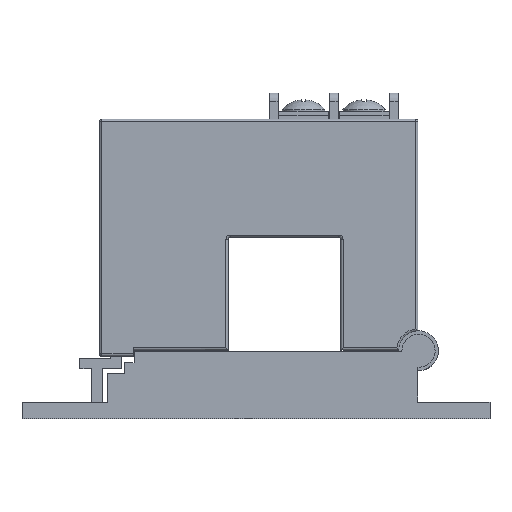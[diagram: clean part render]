
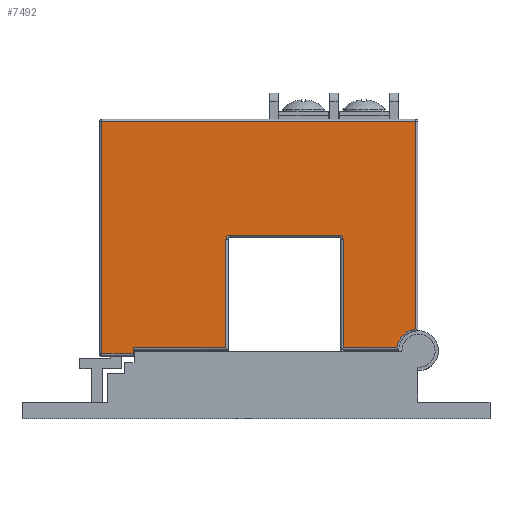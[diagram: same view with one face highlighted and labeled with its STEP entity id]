
A CAD part, top view. The second image highlights one B-rep face of the part: STEP entity #7492.
In plain terms, the highlighted planar face has unit normal (0, 0, 1).
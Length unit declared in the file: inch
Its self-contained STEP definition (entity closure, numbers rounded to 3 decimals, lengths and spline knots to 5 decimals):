
#167 = EDGE_CURVE ( 'NONE', #413, #2649, #8679, .T. ) ;
#306 = ORIENTED_EDGE ( 'NONE', *, *, #3182, .T. ) ;
#360 = VERTEX_POINT ( 'NONE', #9811 ) ;
#389 = DIRECTION ( 'NONE',  ( 1., 0., 0. ) ) ;
#413 = VERTEX_POINT ( 'NONE', #12256 ) ;
#546 = EDGE_CURVE ( 'NONE', #10361, #5617, #13974, .T. ) ;
#563 = CARTESIAN_POINT ( 'NONE',  ( 0.53936, 2.13728, 3.4705 ) ) ;
#707 = DIRECTION ( 'NONE',  ( -1., 0., 0. ) ) ;
#1032 = EDGE_CURVE ( 'NONE', #14649, #4334, #4342, .T. ) ;
#1034 = CARTESIAN_POINT ( 'NONE',  ( 2.52503, 2.13728, 3.4705 ) ) ;
#1127 = VERTEX_POINT ( 'NONE', #3152 ) ;
#1641 = ORIENTED_EDGE ( 'NONE', *, *, #167, .T. ) ;
#1691 = CARTESIAN_POINT ( 'NONE',  ( 2.68936, 2.09228, 3.4705 ) ) ;
#1855 = DIRECTION ( 'NONE',  ( -1., 0., 0. ) ) ;
#1919 = VECTOR ( 'NONE', #389, 39.37008 ) ;
#2041 = DIRECTION ( 'NONE',  ( 0., -1., 0. ) ) ;
#2071 = FACE_OUTER_BOUND ( 'NONE', #6342, .T. ) ;
#2103 = VECTOR ( 'NONE', #2759, 39.37008 ) ;
#2124 = VECTOR ( 'NONE', #13479, 39.37008 ) ;
#2328 = CIRCLE ( 'NONE', #7266, 0.03125 ) ;
#2636 = ORIENTED_EDGE ( 'NONE', *, *, #11628, .F. ) ;
#2649 = VERTEX_POINT ( 'NONE', #4463 ) ;
#2683 = LINE ( 'NONE', #14108, #7953 ) ;
#2729 = ORIENTED_EDGE ( 'NONE', *, *, #7151, .T. ) ;
#2759 = DIRECTION ( 'NONE',  ( 1., 0., 0. ) ) ;
#3075 = CARTESIAN_POINT ( 'NONE',  ( 0.53936, 2.13728, 3.4705 ) ) ;
#3087 = VECTOR ( 'NONE', #13199, 39.37008 ) ;
#3110 = ORIENTED_EDGE ( 'NONE', *, *, #6636, .T. ) ;
#3152 = CARTESIAN_POINT ( 'NONE',  ( 1.23674, 2.13728, 3.4705 ) ) ;
#3182 = EDGE_CURVE ( 'NONE', #14652, #14649, #11850, .T. ) ;
#3315 = ORIENTED_EDGE ( 'NONE', *, *, #5294, .T. ) ;
#3557 = LINE ( 'NONE', #9805, #2103 ) ;
#3581 = VECTOR ( 'NONE', #9164, 39.37008 ) ;
#3976 = EDGE_CURVE ( 'NONE', #4334, #10361, #12640, .T. ) ;
#4334 = VERTEX_POINT ( 'NONE', #11688 ) ;
#4342 = LINE ( 'NONE', #7402, #3087 ) ;
#4463 = CARTESIAN_POINT ( 'NONE',  ( 2.11999, 2.13728, 3.4705 ) ) ;
#4692 = EDGE_CURVE ( 'NONE', #13542, #360, #10477, .T. ) ;
#4803 = AXIS2_PLACEMENT_3D ( 'NONE', #5354, #8820, #1855 ) ;
#4913 = VECTOR ( 'NONE', #707, 39.37008 ) ;
#4956 = DIRECTION ( 'NONE',  ( 1., 0., 0. ) ) ;
#5294 = EDGE_CURVE ( 'NONE', #2649, #14652, #2683, .T. ) ;
#5332 = CARTESIAN_POINT ( 'NONE',  ( 0.53936, 2.09228, 3.4705 ) ) ;
#5354 = CARTESIAN_POINT ( 'NONE',  ( 2.68936, 2.11665, 3.4705 ) ) ;
#5515 = VECTOR ( 'NONE', #2041, 39.37008 ) ;
#5579 = VECTOR ( 'NONE', #7432, 39.37008 ) ;
#5617 = VERTEX_POINT ( 'NONE', #8832 ) ;
#5916 = LINE ( 'NONE', #10046, #2124 ) ;
#6039 = CARTESIAN_POINT ( 'NONE',  ( 1.26799, 2.95803, 3.4705 ) ) ;
#6125 = ORIENTED_EDGE ( 'NONE', *, *, #4692, .F. ) ;
#6342 = EDGE_LOOP ( 'NONE', ( #2636, #13861, #3110, #6125, #2729, #8505, #1641, #3315, #306, #14324, #14797, #12222, #13143 ) ) ;
#6636 = EDGE_CURVE ( 'NONE', #1127, #360, #13327, .T. ) ;
#7052 = DIRECTION ( 'NONE',  ( 0., 0., 1. ) ) ;
#7151 = EDGE_CURVE ( 'NONE', #13542, #8632, #3557, .T. ) ;
#7266 = AXIS2_PLACEMENT_3D ( 'NONE', #9261, #7052, #13762 ) ;
#7402 = CARTESIAN_POINT ( 'NONE',  ( 2.66874, 2.11665, 3.4705 ) ) ;
#7432 = DIRECTION ( 'NONE',  ( 0., 1., 0. ) ) ;
#7492 = ADVANCED_FACE ( 'NONE', ( #2071 ), #10339, .F. ) ;
#7953 = VECTOR ( 'NONE', #4956, 39.37008 ) ;
#8402 = CARTESIAN_POINT ( 'NONE',  ( 2.08874, 2.98928, 3.4705 ) ) ;
#8505 = ORIENTED_EDGE ( 'NONE', *, *, #14072, .F. ) ;
#8632 = VERTEX_POINT ( 'NONE', #8402 ) ;
#8679 = LINE ( 'NONE', #12464, #3581 ) ;
#8820 = DIRECTION ( 'NONE',  ( 0., 0., -1. ) ) ;
#8832 = CARTESIAN_POINT ( 'NONE',  ( 0.29999, 2.09228, 3.4705 ) ) ;
#9055 = VERTEX_POINT ( 'NONE', #563 ) ;
#9164 = DIRECTION ( 'NONE',  ( 0., -1., 0. ) ) ;
#9261 = CARTESIAN_POINT ( 'NONE',  ( 2.08874, 2.95803, 3.4705 ) ) ;
#9805 = CARTESIAN_POINT ( 'NONE',  ( 2.68936, 2.98928, 3.4705 ) ) ;
#9811 = CARTESIAN_POINT ( 'NONE',  ( 1.23674, 2.95803, 3.4705 ) ) ;
#10046 = CARTESIAN_POINT ( 'NONE',  ( 2.68936, 2.13728, 3.4705 ) ) ;
#10065 = VERTEX_POINT ( 'NONE', #5332 ) ;
#10090 = CARTESIAN_POINT ( 'NONE',  ( 2.68936, 3.84603, 3.4705 ) ) ;
#10339 = PLANE ( 'NONE',  #11831 ) ;
#10361 = VERTEX_POINT ( 'NONE', #12945 ) ;
#10477 = CIRCLE ( 'NONE', #14666, 0.03125 ) ;
#10505 = DIRECTION ( 'NONE',  ( 0., 0., 1. ) ) ;
#10597 = DIRECTION ( 'NONE',  ( -1., 0., 0. ) ) ;
#10972 = VECTOR ( 'NONE', #14478, 39.37008 ) ;
#11038 = EDGE_CURVE ( 'NONE', #9055, #1127, #5916, .T. ) ;
#11316 = CARTESIAN_POINT ( 'NONE',  ( 0.29999, 2.11665, 3.4705 ) ) ;
#11474 = EDGE_CURVE ( 'NONE', #5617, #10065, #14859, .T. ) ;
#11628 = EDGE_CURVE ( 'NONE', #9055, #10065, #13985, .T. ) ;
#11688 = CARTESIAN_POINT ( 'NONE',  ( 2.66874, 3.84603, 3.4705 ) ) ;
#11697 = DIRECTION ( 'NONE',  ( 0., 0., -1. ) ) ;
#11721 = DIRECTION ( 'NONE',  ( -1., 0., 0. ) ) ;
#11831 = AXIS2_PLACEMENT_3D ( 'NONE', #11840, #11697, #10597 ) ;
#11840 = CARTESIAN_POINT ( 'NONE',  ( 2.68936, 2.11665, 3.4705 ) ) ;
#11850 = CIRCLE ( 'NONE', #4803, 0.16562 ) ;
#12222 = ORIENTED_EDGE ( 'NONE', *, *, #546, .T. ) ;
#12256 = CARTESIAN_POINT ( 'NONE',  ( 2.11999, 2.95803, 3.4705 ) ) ;
#12464 = CARTESIAN_POINT ( 'NONE',  ( 2.11999, 2.11665, 3.4705 ) ) ;
#12640 = LINE ( 'NONE', #10090, #4913 ) ;
#12713 = CARTESIAN_POINT ( 'NONE',  ( 2.66874, 2.28099, 3.4705 ) ) ;
#12945 = CARTESIAN_POINT ( 'NONE',  ( 0.29999, 3.84603, 3.4705 ) ) ;
#13143 = ORIENTED_EDGE ( 'NONE', *, *, #11474, .T. ) ;
#13199 = DIRECTION ( 'NONE',  ( 0., 1., 0. ) ) ;
#13327 = LINE ( 'NONE', #14131, #5579 ) ;
#13479 = DIRECTION ( 'NONE',  ( 1., 0., 0. ) ) ;
#13542 = VERTEX_POINT ( 'NONE', #13678 ) ;
#13678 = CARTESIAN_POINT ( 'NONE',  ( 1.26799, 2.98928, 3.4705 ) ) ;
#13762 = DIRECTION ( 'NONE',  ( -1., 0., 0. ) ) ;
#13861 = ORIENTED_EDGE ( 'NONE', *, *, #11038, .T. ) ;
#13974 = LINE ( 'NONE', #11316, #5515 ) ;
#13985 = LINE ( 'NONE', #3075, #10972 ) ;
#14072 = EDGE_CURVE ( 'NONE', #413, #8632, #2328, .T. ) ;
#14108 = CARTESIAN_POINT ( 'NONE',  ( 2.68936, 2.13728, 3.4705 ) ) ;
#14131 = CARTESIAN_POINT ( 'NONE',  ( 1.23674, 2.11665, 3.4705 ) ) ;
#14324 = ORIENTED_EDGE ( 'NONE', *, *, #1032, .T. ) ;
#14478 = DIRECTION ( 'NONE',  ( 0., -1., 0. ) ) ;
#14649 = VERTEX_POINT ( 'NONE', #12713 ) ;
#14652 = VERTEX_POINT ( 'NONE', #1034 ) ;
#14666 = AXIS2_PLACEMENT_3D ( 'NONE', #6039, #10505, #11721 ) ;
#14797 = ORIENTED_EDGE ( 'NONE', *, *, #3976, .T. ) ;
#14859 = LINE ( 'NONE', #1691, #1919 ) ;
